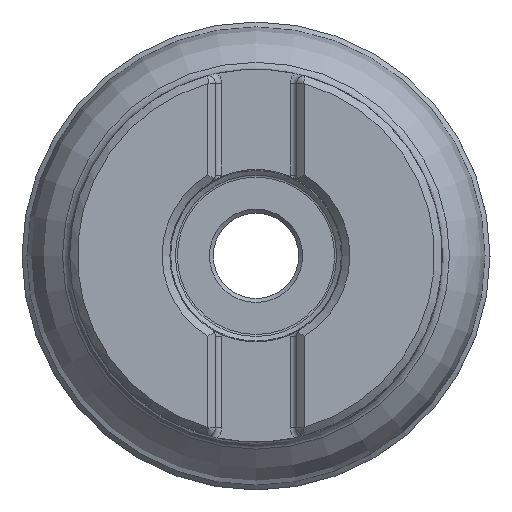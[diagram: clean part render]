
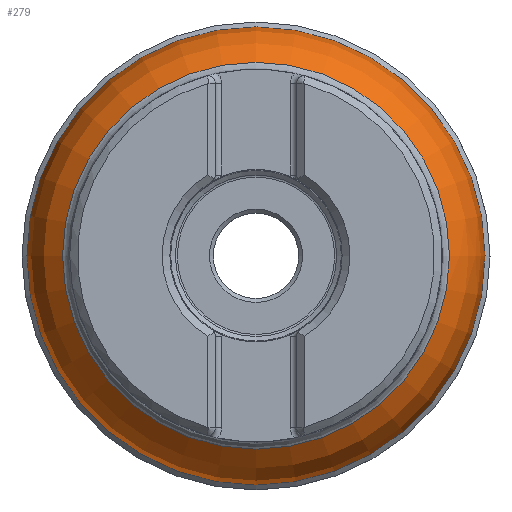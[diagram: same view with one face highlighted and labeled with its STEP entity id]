
A CAD part, top view. The second image highlights one B-rep face of the part: STEP entity #279.
In plain terms, the highlighted toroidal (fillet/blend) face has major radius 19.5 mm and minor radius 10 mm.
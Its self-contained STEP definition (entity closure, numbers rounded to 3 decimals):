
#41=TOROIDAL_SURFACE('',#1221,19.5,10.);
#279=ADVANCED_FACE('',(#419,#420),#41,.T.);
#419=FACE_BOUND('',#487,.T.);
#420=FACE_BOUND('',#488,.T.);
#487=EDGE_LOOP('',(#624));
#488=EDGE_LOOP('',(#625));
#624=ORIENTED_EDGE('',*,*,#1007,.F.);
#625=ORIENTED_EDGE('',*,*,#999,.F.);
#892=VERTEX_POINT('',#1923);
#900=VERTEX_POINT('',#1945);
#999=EDGE_CURVE('',#892,#892,#1128,.T.);
#1007=EDGE_CURVE('',#900,#900,#1136,.T.);
#1128=CIRCLE('',#1205,29.5);
#1136=CIRCLE('',#1219,24.917);
#1205=AXIS2_PLACEMENT_3D('',#1922,#1394,#1395);
#1219=AXIS2_PLACEMENT_3D('',#1944,#1422,#1423);
#1221=AXIS2_PLACEMENT_3D('',#1947,#1426,#1427);
#1394=DIRECTION('',(0.,0.,-1.));
#1395=DIRECTION('',(1.,0.,0.));
#1422=DIRECTION('',(0.,0.,1.));
#1423=DIRECTION('',(1.,0.,0.));
#1426=DIRECTION('',(0.,0.,1.));
#1427=DIRECTION('',(1.,0.,0.));
#1922=CARTESIAN_POINT('',(0.,0.,-26.087));
#1923=CARTESIAN_POINT('',(29.5,0.,-26.087));
#1944=CARTESIAN_POINT('',(0.,0.,-17.681));
#1945=CARTESIAN_POINT('',(24.917,0.,-17.681));
#1947=CARTESIAN_POINT('',(0.,0.,-26.087));
